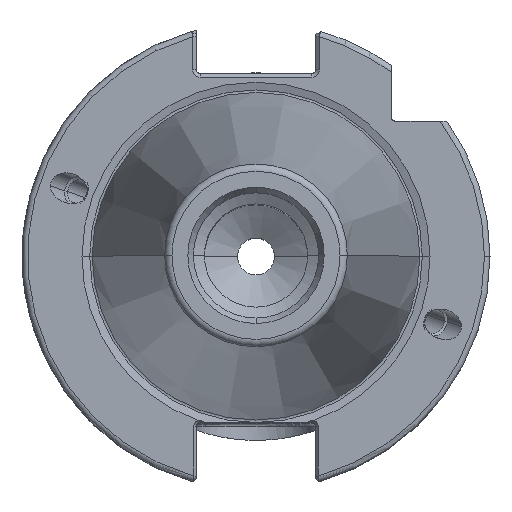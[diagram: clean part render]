
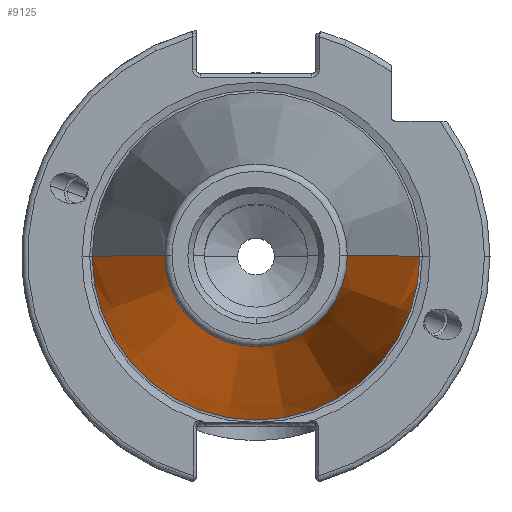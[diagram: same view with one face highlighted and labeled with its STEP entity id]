
A CAD part, top view. The second image highlights one B-rep face of the part: STEP entity #9125.
In plain terms, the highlighted conical face has half-angle 8.297 degrees and reference radius 12.397 mm.
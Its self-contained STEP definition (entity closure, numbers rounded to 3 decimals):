
#27 = ORIENTED_EDGE ( 'NONE', *, *, #539, .T. ) ;
#153 = CARTESIAN_POINT ( 'NONE',  ( 12.397, 0., 67.394 ) ) ;
#312 = CIRCLE ( 'NONE', #1497, 22.225 ) ;
#474 = DIRECTION ( 'NONE',  ( 1., 0., 0. ) ) ;
#539 = EDGE_CURVE ( 'NONE', #7912, #1625, #312, .T. ) ;
#1005 = VECTOR ( 'NONE', #1502, 1000. ) ;
#1023 = EDGE_CURVE ( 'NONE', #2531, #1625, #1249, .T. ) ;
#1122 = ORIENTED_EDGE ( 'NONE', *, *, #9645, .T. ) ;
#1229 = CARTESIAN_POINT ( 'NONE',  ( 0., 0., 0. ) ) ;
#1249 = LINE ( 'NONE', #8123, #1005 ) ;
#1460 = CONICAL_SURFACE ( 'NONE', #6177, 12.397, 0.145 ) ;
#1476 = CARTESIAN_POINT ( 'NONE',  ( 0., 0., 67.394 ) ) ;
#1497 = AXIS2_PLACEMENT_3D ( 'NONE', #1229, #5732, #474 ) ;
#1502 = DIRECTION ( 'NONE',  ( 0.144, 0., -0.99 ) ) ;
#1625 = VERTEX_POINT ( 'NONE', #2407 ) ;
#2247 = CARTESIAN_POINT ( 'NONE',  ( 0., 0., 67.394 ) ) ;
#2250 = DIRECTION ( 'NONE',  ( -1., 0., 0. ) ) ;
#2407 = CARTESIAN_POINT ( 'NONE',  ( 22.225, 0., 0. ) ) ;
#2531 = VERTEX_POINT ( 'NONE', #153 ) ;
#2605 = LINE ( 'NONE', #7135, #6372 ) ;
#2776 = EDGE_LOOP ( 'NONE', ( #7597, #5572, #1122, #27 ) ) ;
#3021 = DIRECTION ( 'NONE',  ( 1., 0., 0. ) ) ;
#4026 = VERTEX_POINT ( 'NONE', #7194 ) ;
#5572 = ORIENTED_EDGE ( 'NONE', *, *, #5949, .F. ) ;
#5732 = DIRECTION ( 'NONE',  ( 0., 0., 1. ) ) ;
#5949 = EDGE_CURVE ( 'NONE', #4026, #2531, #8012, .T. ) ;
#6177 = AXIS2_PLACEMENT_3D ( 'NONE', #1476, #8193, #2250 ) ;
#6372 = VECTOR ( 'NONE', #7874, 1000. ) ;
#7135 = CARTESIAN_POINT ( 'NONE',  ( -12.397, 0., 67.394 ) ) ;
#7194 = CARTESIAN_POINT ( 'NONE',  ( -12.397, 0., 67.394 ) ) ;
#7344 = AXIS2_PLACEMENT_3D ( 'NONE', #2247, #7494, #3021 ) ;
#7494 = DIRECTION ( 'NONE',  ( 0., 0., 1. ) ) ;
#7597 = ORIENTED_EDGE ( 'NONE', *, *, #1023, .F. ) ;
#7874 = DIRECTION ( 'NONE',  ( -0.144, 0., -0.99 ) ) ;
#7912 = VERTEX_POINT ( 'NONE', #8603 ) ;
#8012 = CIRCLE ( 'NONE', #7344, 12.397 ) ;
#8114 = FACE_OUTER_BOUND ( 'NONE', #2776, .T. ) ;
#8123 = CARTESIAN_POINT ( 'NONE',  ( 12.397, 0., 67.394 ) ) ;
#8193 = DIRECTION ( 'NONE',  ( 0., 0., -1. ) ) ;
#8603 = CARTESIAN_POINT ( 'NONE',  ( -22.225, 0., 0. ) ) ;
#9125 = ADVANCED_FACE ( 'NONE', ( #8114 ), #1460, .T. ) ;
#9645 = EDGE_CURVE ( 'NONE', #4026, #7912, #2605, .T. ) ;
